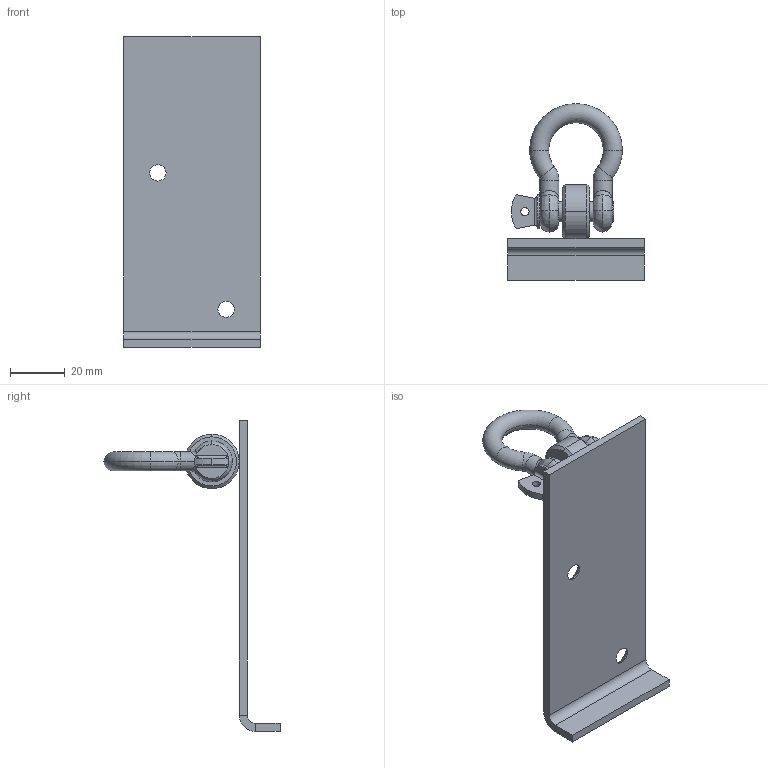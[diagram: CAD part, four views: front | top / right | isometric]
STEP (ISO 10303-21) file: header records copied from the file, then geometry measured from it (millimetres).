
FILE_DESCRIPTION (( 'STEP AP203' ), '1' );
FILE_NAME ('T64000.STEP', '2018-08-21T14:18:45', ( '' ), ( '' ), 'SwSTEP 2.0', 'SolidWorks 2016', '' );
FILE_SCHEMA (( 'CONFIG_CONTROL_DESIGN' ));
Length unit declared in the file: millimetre
Products named in the file (7): TH2197; TH2198; T39200; T39200-1; T39200-2; TH2202_TH2202; T64000
Assembly tree (6 placements, depth 3):
  T64000
    TH2202_TH2202
      TH2198
      TH2197
    T39200
      T39200-2
      T39200-1
Bounding box: 50 x 64.6 x 114 mm (x, y, z)
Volume: 26598.4 mm3; surface area: 18728.5 mm2
Topology: 4 solids, 4 shells, 90 faces, 213 edges, 126 vertices
Faces by surface type: cylinder 30, plane 26, bspline 16, torus 10, cone 8
Entity records: 4192 total; most frequent: CARTESIAN_POINT 1426, DIRECTION 455, ORIENTED_EDGE 418, EDGE_CURVE 209, AXIS2_PLACEMENT_3D 193, VERTEX_POINT 126, CIRCLE 108, EDGE_LOOP 101
